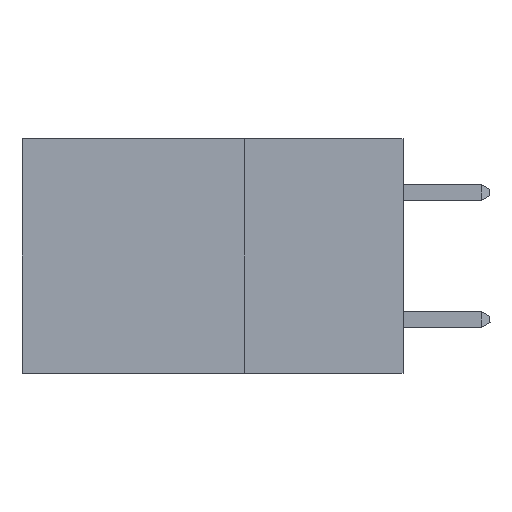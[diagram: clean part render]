
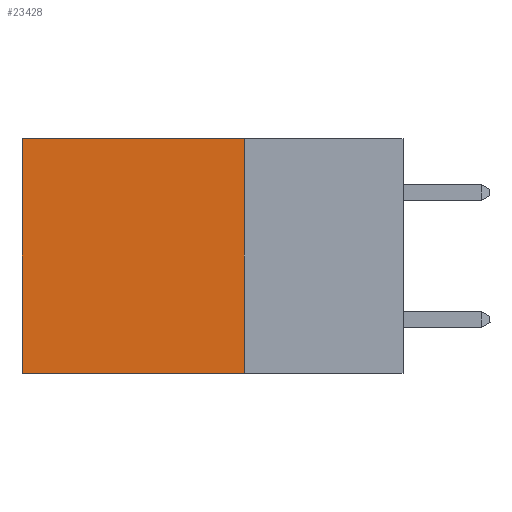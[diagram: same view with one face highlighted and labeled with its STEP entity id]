
A CAD part, left-side view. The second image highlights one B-rep face of the part: STEP entity #23428.
In plain terms, the highlighted planar face has unit normal (-1, 0, 0).
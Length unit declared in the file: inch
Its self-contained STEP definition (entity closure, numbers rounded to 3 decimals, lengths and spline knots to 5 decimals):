
#31 = VECTOR ( 'NONE', #22810, 39.37008 ) ;
#655 = VECTOR ( 'NONE', #10344, 39.37008 ) ;
#1288 = CARTESIAN_POINT ( 'NONE',  ( 0.2875, 0.25, 0. ) ) ;
#1663 = EDGE_LOOP ( 'NONE', ( #6662, #15817, #42935, #26693 ) ) ;
#1873 = CARTESIAN_POINT ( 'NONE',  ( 0.2875, 0.25, 0. ) ) ;
#2110 = DIRECTION ( 'NONE',  ( 0., 0., -1. ) ) ;
#3988 = EDGE_CURVE ( 'NONE', #4420, #40659, #9852, .T. ) ;
#4220 = VECTOR ( 'NONE', #2110, 39.37008 ) ;
#4420 = VERTEX_POINT ( 'NONE', #5487 ) ;
#5487 = CARTESIAN_POINT ( 'NONE',  ( 0.2875, 0.6, 0. ) ) ;
#5651 = PLANE ( 'NONE',  #41605 ) ;
#6125 = VERTEX_POINT ( 'NONE', #27572 ) ;
#6662 = ORIENTED_EDGE ( 'NONE', *, *, #3988, .T. ) ;
#7591 = LINE ( 'NONE', #1288, #15667 ) ;
#9852 = LINE ( 'NONE', #38255, #655 ) ;
#10344 = DIRECTION ( 'NONE',  ( 0., 0., -1. ) ) ;
#11253 = CARTESIAN_POINT ( 'NONE',  ( 0.2875, 0.25, -0.37 ) ) ;
#11699 = DIRECTION ( 'NONE',  ( 0., 1., 0. ) ) ;
#12219 = CARTESIAN_POINT ( 'NONE',  ( 0.2875, 0.25, 0. ) ) ;
#12311 = LINE ( 'NONE', #12219, #4220 ) ;
#12730 = DIRECTION ( 'NONE',  ( 0., 0., -1. ) ) ;
#13262 = EDGE_CURVE ( 'NONE', #6125, #34281, #12311, .T. ) ;
#14182 = CARTESIAN_POINT ( 'NONE',  ( 0.2875, 0.6, -0.37 ) ) ;
#15667 = VECTOR ( 'NONE', #11699, 39.37008 ) ;
#15817 = ORIENTED_EDGE ( 'NONE', *, *, #40420, .F. ) ;
#17551 = EDGE_CURVE ( 'NONE', #6125, #4420, #7591, .T. ) ;
#22810 = DIRECTION ( 'NONE',  ( 0., 1., 0. ) ) ;
#23267 = CARTESIAN_POINT ( 'NONE',  ( 0.2875, 0.25, -0.37 ) ) ;
#23428 = ADVANCED_FACE ( 'NONE', ( #26960 ), #5651, .F. ) ;
#26025 = DIRECTION ( 'NONE',  ( 1., 0., 0. ) ) ;
#26693 = ORIENTED_EDGE ( 'NONE', *, *, #17551, .T. ) ;
#26960 = FACE_OUTER_BOUND ( 'NONE', #1663, .T. ) ;
#27572 = CARTESIAN_POINT ( 'NONE',  ( 0.2875, 0.25, 0. ) ) ;
#34281 = VERTEX_POINT ( 'NONE', #11253 ) ;
#37270 = LINE ( 'NONE', #23267, #31 ) ;
#38255 = CARTESIAN_POINT ( 'NONE',  ( 0.2875, 0.6, 0. ) ) ;
#40420 = EDGE_CURVE ( 'NONE', #34281, #40659, #37270, .T. ) ;
#40659 = VERTEX_POINT ( 'NONE', #14182 ) ;
#41605 = AXIS2_PLACEMENT_3D ( 'NONE', #1873, #26025, #12730 ) ;
#42935 = ORIENTED_EDGE ( 'NONE', *, *, #13262, .F. ) ;
